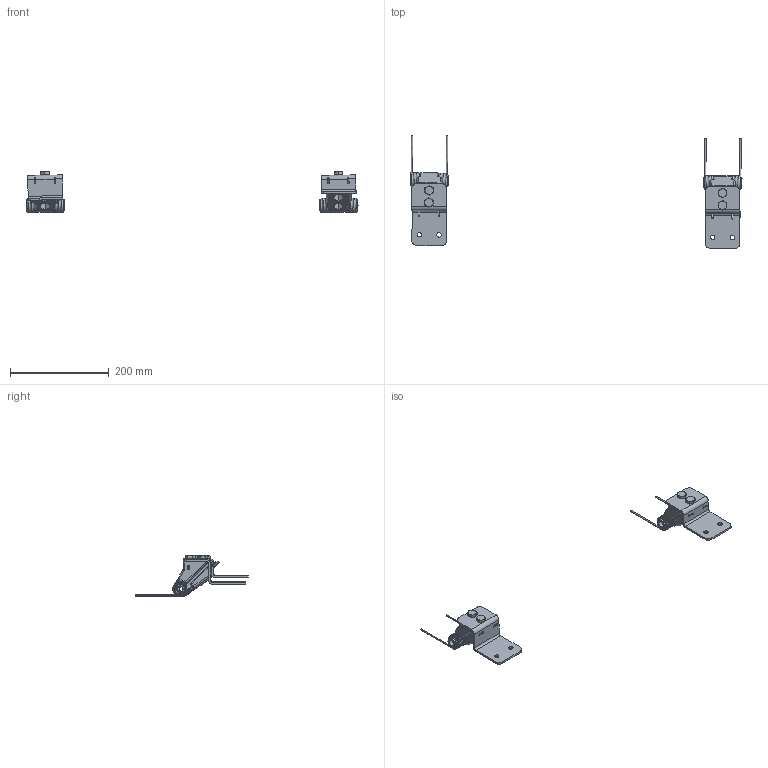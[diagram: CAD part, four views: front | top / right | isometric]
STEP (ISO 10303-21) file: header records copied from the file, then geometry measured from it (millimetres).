
FILE_DESCRIPTION((''),'2;1');
FILE_NAME('A3600-0D___B02_ASM','2022-05-01T20:21:10',('43664'),(''),'CREO PARAMETRIC BY PTC INC, 2020342','CREO PARAMETRIC BY PTC INC, 2020342','');
FILE_SCHEMA(('CONFIG_CONTROL_DESIGN'));
Products named in the file (8): 10129241___SCHENKELFEDER_1_4310; 10129240___SCHENKELFEDER_1_4310; 10000100___SECHSKANTMUTTER_DIN_; 10000079___SECHSKANTSCHRAUBE_DI; A3600-02___HALTER2; A3600-04___GELENK_RECHTS_02; A3600-01___HALTER1; A3600-0D___B02_ASM
Assembly tree (16 placements, depth 2):
  A3600-0D___B02_ASM
    10129241___SCHENKELFEDER_1_4310  x2
    10129240___SCHENKELFEDER_1_4310  x2
    10000100___SECHSKANTMUTTER_DIN_  x4
    10000079___SECHSKANTSCHRAUBE_DI  x4
    A3600-02___HALTER2
    A3600-04___GELENK_RECHTS_02  x2
    A3600-01___HALTER1
Bounding box: 674.15 x 229.29 x 82.34 mm (x, y, z)
Volume: 395230.3 mm3; surface area: 139885.3 mm2
Topology: 16 solids, 16 shells, 1016 faces, 2616 edges, 1642 vertices
Faces by surface type: plane 436, cylinder 228, bspline 172, cone 120, torus 60
Entity records: 44880 total; most frequent: CARTESIAN_POINT 33301, ORIENTED_EDGE 2522, DIRECTION 2151, EDGE_CURVE 1261, VERTEX_POINT 803, AXIS2_PLACEMENT_3D 758, VECTOR 635, LINE 635
